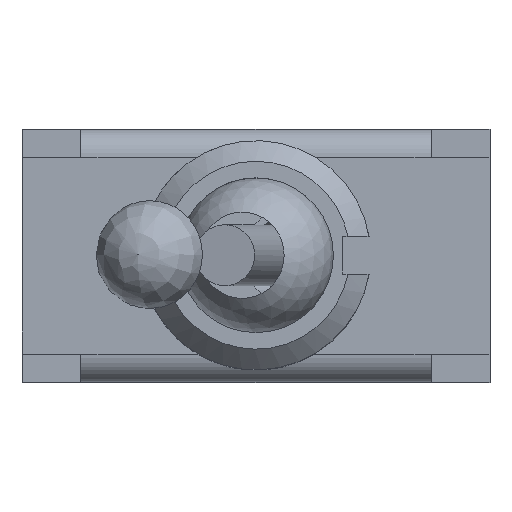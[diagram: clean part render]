
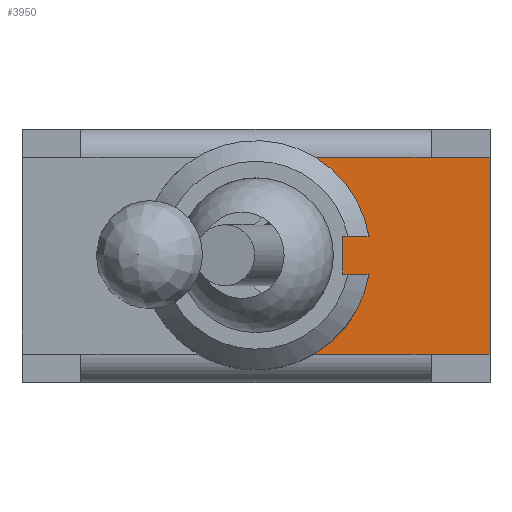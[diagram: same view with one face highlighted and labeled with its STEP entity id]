
A CAD part, top view. The second image highlights one B-rep face of the part: STEP entity #3950.
In plain terms, the highlighted planar face has unit normal (0, 0, 1).
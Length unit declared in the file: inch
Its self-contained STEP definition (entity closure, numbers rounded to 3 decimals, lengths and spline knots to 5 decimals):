
#91=PLANE('',#4308);
#362=LINE('',#6216,#765);
#366=LINE('',#6226,#769);
#368=LINE('',#6229,#771);
#374=LINE('',#6246,#777);
#375=LINE('',#6248,#778);
#376=LINE('',#6250,#779);
#377=LINE('',#6252,#780);
#378=LINE('',#6253,#781);
#765=VECTOR('',#5041,0.3937);
#769=VECTOR('',#5051,0.3937);
#771=VECTOR('',#5055,0.3937);
#777=VECTOR('',#5073,0.3937);
#778=VECTOR('',#5074,0.3937);
#779=VECTOR('',#5075,0.3937);
#780=VECTOR('',#5076,0.3937);
#781=VECTOR('',#5077,0.3937);
#1184=FACE_OUTER_BOUND('',#1417,.T.);
#1417=EDGE_LOOP('',(#3065,#3066,#3067,#3068,#3069,#3070,#3071,#3072,#3073,
#3074));
#1623=CIRCLE('',#4304,0.12244);
#1625=CIRCLE('',#4306,0.12244);
#1819=VERTEX_POINT('',#6185);
#1821=VERTEX_POINT('',#6190);
#1828=VERTEX_POINT('',#6213);
#1829=VERTEX_POINT('',#6215);
#1831=VERTEX_POINT('',#6223);
#1832=VERTEX_POINT('',#6225);
#1837=VERTEX_POINT('',#6245);
#1838=VERTEX_POINT('',#6247);
#1839=VERTEX_POINT('',#6249);
#1840=VERTEX_POINT('',#6251);
#2257=EDGE_CURVE('',#1829,#1828,#362,.T.);
#2262=EDGE_CURVE('',#1832,#1831,#366,.T.);
#2264=EDGE_CURVE('',#1831,#1829,#368,.T.);
#2265=EDGE_CURVE('',#1821,#1832,#1623,.T.);
#2267=EDGE_CURVE('',#1828,#1819,#1625,.T.);
#2273=EDGE_CURVE('',#1819,#1837,#374,.T.);
#2274=EDGE_CURVE('',#1837,#1838,#375,.T.);
#2275=EDGE_CURVE('',#1838,#1839,#376,.T.);
#2276=EDGE_CURVE('',#1840,#1839,#377,.T.);
#2277=EDGE_CURVE('',#1821,#1840,#378,.T.);
#3065=ORIENTED_EDGE('',*,*,#2265,.T.);
#3066=ORIENTED_EDGE('',*,*,#2262,.T.);
#3067=ORIENTED_EDGE('',*,*,#2264,.T.);
#3068=ORIENTED_EDGE('',*,*,#2257,.T.);
#3069=ORIENTED_EDGE('',*,*,#2267,.T.);
#3070=ORIENTED_EDGE('',*,*,#2273,.T.);
#3071=ORIENTED_EDGE('',*,*,#2274,.T.);
#3072=ORIENTED_EDGE('',*,*,#2275,.T.);
#3073=ORIENTED_EDGE('',*,*,#2276,.F.);
#3074=ORIENTED_EDGE('',*,*,#2277,.F.);
#3950=ADVANCED_FACE('',(#1184),#91,.T.);
#4304=AXIS2_PLACEMENT_3D('',#6231,#5058,#5059);
#4306=AXIS2_PLACEMENT_3D('',#6233,#5062,#5063);
#4308=AXIS2_PLACEMENT_3D('',#6244,#5071,#5072);
#5041=DIRECTION('',(1.,0.,0.));
#5051=DIRECTION('',(-1.,0.,0.));
#5055=DIRECTION('',(0.,-1.,0.));
#5058=DIRECTION('center_axis',(0.,0.,-1.));
#5059=DIRECTION('ref_axis',(0.986,0.164,0.));
#5062=DIRECTION('center_axis',(0.,0.,-1.));
#5063=DIRECTION('ref_axis',(0.986,0.164,0.));
#5071=DIRECTION('center_axis',(0.,0.,1.));
#5072=DIRECTION('ref_axis',(0.,-1.,0.));
#5073=DIRECTION('',(1.,0.,0.));
#5074=DIRECTION('',(1.,0.,0.));
#5075=DIRECTION('',(0.,1.,0.));
#5076=DIRECTION('',(1.,0.,0.));
#5077=DIRECTION('',(1.,0.,0.));
#6185=CARTESIAN_POINT('',(0.06279,-0.10512,0.35));
#6190=CARTESIAN_POINT('',(0.06279,0.10512,0.35));
#6213=CARTESIAN_POINT('',(0.12078,-0.02008,0.35));
#6215=CARTESIAN_POINT('',(0.09283,-0.02008,0.35));
#6216=CARTESIAN_POINT('',(0.04642,-0.02008,0.35));
#6223=CARTESIAN_POINT('',(0.09283,0.02008,0.35));
#6225=CARTESIAN_POINT('',(0.12078,0.02008,0.35));
#6226=CARTESIAN_POINT('',(0.06039,0.02008,0.35));
#6229=CARTESIAN_POINT('',(0.09283,0.0626,0.35));
#6231=CARTESIAN_POINT('Origin',(0.,0.,
0.35));
#6233=CARTESIAN_POINT('Origin',(0.,0.,
0.35));
#6244=CARTESIAN_POINT('Origin',(0.,0.10512,0.35));
#6245=CARTESIAN_POINT('',(0.18701,-0.10512,0.35));
#6246=CARTESIAN_POINT('',(0.,-0.10512,0.35));
#6247=CARTESIAN_POINT('',(0.25,-0.10512,0.35));
#6248=CARTESIAN_POINT('',(0.18701,-0.10512,0.35));
#6249=CARTESIAN_POINT('',(0.25,0.10512,0.35));
#6250=CARTESIAN_POINT('',(0.25,0.10512,0.35));
#6251=CARTESIAN_POINT('',(0.18701,0.10512,0.35));
#6252=CARTESIAN_POINT('',(0.18701,0.10512,0.35));
#6253=CARTESIAN_POINT('',(0.,0.10512,0.35));
